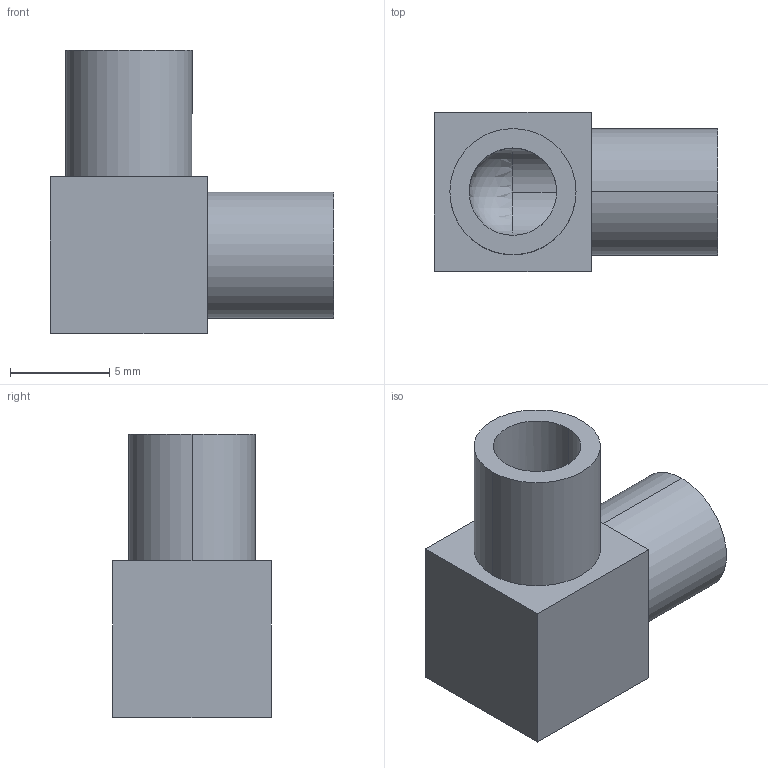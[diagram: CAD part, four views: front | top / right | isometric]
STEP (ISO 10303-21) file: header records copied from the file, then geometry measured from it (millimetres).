
FILE_DESCRIPTION (( 'STEP AP214' ), '1' );
FILE_NAME ('100001020944.STEP', '2025-11-04T06:57:01', ( 'Microsoft' ), ( 'Microsoft' ), 'SwSTEP 2.0', 'SolidWorks 2025', '' );
FILE_SCHEMA (( 'AUTOMOTIVE_DESIGN' ));
Length unit declared in the file: inch
Products named in the file (1): 100001020944
Bounding box: 14.25 x 8 x 14.25 mm (x, y, z)
Volume: 591.3 mm3; surface area: 881.2 mm2
Topology: 1 solids, 1 shells, 17 faces, 40 edges, 25 vertices
Faces by surface type: cylinder 8, plane 8, sphere 1
Entity records: 511 total; most frequent: DIRECTION 88, CARTESIAN_POINT 87, ORIENTED_EDGE 76, EDGE_CURVE 38, AXIS2_PLACEMENT_3D 34, VERTEX_POINT 25, EDGE_LOOP 21, LINE 20
